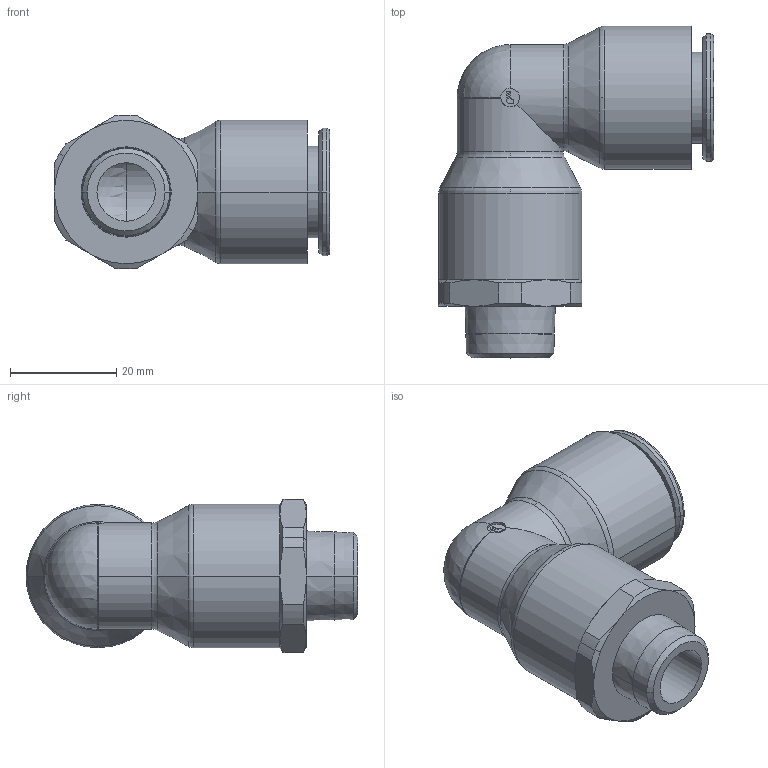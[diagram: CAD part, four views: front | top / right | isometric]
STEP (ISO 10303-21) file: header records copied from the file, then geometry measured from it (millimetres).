
FILE_DESCRIPTION(('STEP AP214'),'1');
FILE_NAME('3109_16_17.stp','2016-07-07T14:15:45',('TraceParts'),('TraceParts S.A.'),'Spatial InterOp 3D',' ',' ');
FILE_SCHEMA(('automotive_design'));
Length unit declared in the file: millimetre
Products named in the file (1): 1
Bounding box: 51.8 x 62.5 x 28.96 mm (x, y, z)
Volume: 21736.5 mm3; surface area: 12075.6 mm2
Topology: 1 solids, 1 shells, 110 faces, 278 edges, 172 vertices
Faces by surface type: cylinder 34, plane 31, cone 28, torus 10, sphere 7
Entity records: 3491 total; most frequent: CARTESIAN_POINT 860, DIRECTION 598, ORIENTED_EDGE 534, EDGE_CURVE 267, AXIS2_PLACEMENT_3D 252, VERTEX_POINT 170, CIRCLE 139, EDGE_LOOP 119
